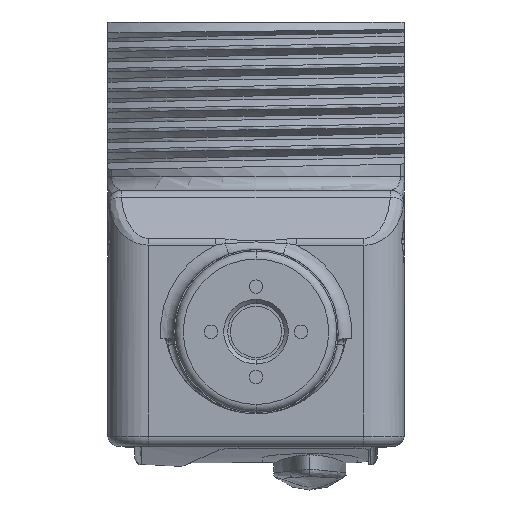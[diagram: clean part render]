
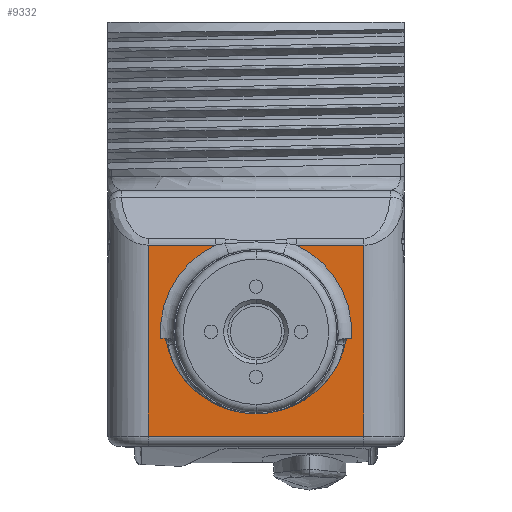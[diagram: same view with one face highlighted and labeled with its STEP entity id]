
A CAD part, front view. The second image highlights one B-rep face of the part: STEP entity #9332.
In plain terms, the highlighted planar face has unit normal (0, -1, 0).
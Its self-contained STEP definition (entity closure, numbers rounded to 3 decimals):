
#1102=DIRECTION('',(0.,0.,-1.));
#1103=VECTOR('',#1102,14.182);
#1104=CARTESIAN_POINT('',(3.,0.,
-13.068));
#1105=LINE('',#1104,#1103);
#1159=CARTESIAN_POINT('',(11.,0.,-18.75));
#1160=DIRECTION('',(0.,-1.,0.));
#1161=DIRECTION('',(-0.983,0.,-0.182));
#1162=AXIS2_PLACEMENT_3D('',#1159,#1160,#1161);
#1164=DIRECTION('',(-1.,0.,0.));
#1165=VECTOR('',#1164,4.994);
#1166=CARTESIAN_POINT('',(19.,0.,
-13.068));
#1167=LINE('',#1166,#1165);
#1168=DIRECTION('',(-1.,0.,0.));
#1169=VECTOR('',#1168,4.994);
#1170=CARTESIAN_POINT('',(7.994,0.,
-13.068));
#1171=LINE('',#1170,#1169);
#1172=CARTESIAN_POINT('',(11.,0.,-19.5));
#1173=DIRECTION('',(0.,1.,0.));
#1174=DIRECTION('',(-0.998,0.,-0.07));
#1175=AXIS2_PLACEMENT_3D('',#1172,#1173,#1174);
#1752=DIRECTION('',(0.,0.,1.));
#1753=VECTOR('',#1752,14.182);
#1754=CARTESIAN_POINT('',(19.,0.,-27.25));
#1755=LINE('',#1754,#1753);
#1773=CARTESIAN_POINT('',(19.,0.,
-13.068));
#1888=DIRECTION('',(-1.,0.,0.));
#1889=VECTOR('',#1888,16.);
#1890=CARTESIAN_POINT('',(19.,0.,-27.25));
#1891=LINE('',#1890,#1889);
#2747=CARTESIAN_POINT('',(11.,0.,-19.5));
#2748=DIRECTION('',(0.,1.,0.));
#2749=DIRECTION('',(0.423,0.,0.906));
#2750=AXIS2_PLACEMENT_3D('',#2747,#2748,#2749);
#2778=DIRECTION('',(1.,0.,0.));
#2779=VECTOR('',#2778,0.347);
#2780=CARTESIAN_POINT('',(17.735,0.,-20.));
#2781=LINE('',#2780,#2779);
#2905=DIRECTION('',(1.,0.,0.));
#2906=VECTOR('',#2905,0.347);
#2907=CARTESIAN_POINT('',(3.918,0.,-20.));
#2908=LINE('',#2907,#2906);
#7809=VERTEX_POINT('',#1773);
#7812=CARTESIAN_POINT('',(7.994,0.,
-13.068));
#7813=CARTESIAN_POINT('',(3.,0.,
-13.068));
#7814=VERTEX_POINT('',#7812);
#7815=VERTEX_POINT('',#7813);
#8254=CARTESIAN_POINT('',(14.006,0.,
-13.068));
#8255=VERTEX_POINT('',#8254);
#8393=CARTESIAN_POINT('',(19.,0.,-27.25));
#8394=CARTESIAN_POINT('',(3.,0.,-27.25));
#8395=VERTEX_POINT('',#8393);
#8396=VERTEX_POINT('',#8394);
#8483=CARTESIAN_POINT('',(3.918,0.,-20.));
#8484=CARTESIAN_POINT('',(4.265,0.,-20.));
#8485=VERTEX_POINT('',#8483);
#8486=VERTEX_POINT('',#8484);
#8487=CARTESIAN_POINT('',(17.735,0.,-20.));
#8488=CARTESIAN_POINT('',(18.082,0.,-20.));
#8489=VERTEX_POINT('',#8487);
#8490=VERTEX_POINT('',#8488);
#9306=CARTESIAN_POINT('',(0.,0.,-9.));
#9307=DIRECTION('',(0.,-1.,0.));
#9308=DIRECTION('',(1.,0.,0.));
#9309=AXIS2_PLACEMENT_3D('',#9306,#9307,#9308);
#9310=PLANE('',#9309);
#9312=ORIENTED_EDGE('',*,*,#9311,.F.);
#9314=ORIENTED_EDGE('',*,*,#9313,.T.);
#9316=ORIENTED_EDGE('',*,*,#9315,.T.);
#9318=ORIENTED_EDGE('',*,*,#9317,.T.);
#9320=ORIENTED_EDGE('',*,*,#9319,.F.);
#9322=ORIENTED_EDGE('',*,*,#9321,.F.);
#9324=ORIENTED_EDGE('',*,*,#9323,.F.);
#9326=ORIENTED_EDGE('',*,*,#9325,.T.);
#9327=ORIENTED_EDGE('',*,*,#9286,.F.);
#9329=ORIENTED_EDGE('',*,*,#9328,.F.);
#9330=EDGE_LOOP('',(#9312,#9314,#9316,#9318,#9320,#9322,#9324,#9326,#9327,
#9329));
#9331=FACE_OUTER_BOUND('',#9330,.F.);
#9332=ADVANCED_FACE('',(#9331),#9310,.T.);
#1163=CIRCLE('',#1162,6.85);
#1176=CIRCLE('',#1175,7.1);
#2751=CIRCLE('',#2750,7.1);
#9286=EDGE_CURVE('',#7815,#8396,#1105,.T.);
#9311=EDGE_CURVE('',#8485,#7814,#1176,.T.);
#9313=EDGE_CURVE('',#8485,#8486,#2908,.T.);
#9315=EDGE_CURVE('',#8486,#8489,#1163,.T.);
#9317=EDGE_CURVE('',#8489,#8490,#2781,.T.);
#9319=EDGE_CURVE('',#8255,#8490,#2751,.T.);
#9321=EDGE_CURVE('',#7809,#8255,#1167,.T.);
#9323=EDGE_CURVE('',#8395,#7809,#1755,.T.);
#9325=EDGE_CURVE('',#8395,#8396,#1891,.T.);
#9328=EDGE_CURVE('',#7814,#7815,#1171,.T.);
